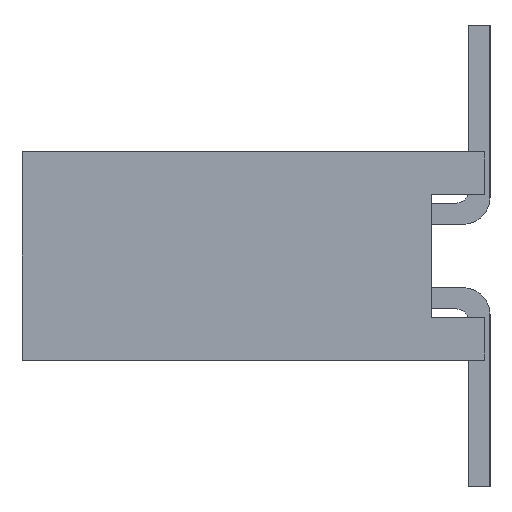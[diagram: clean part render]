
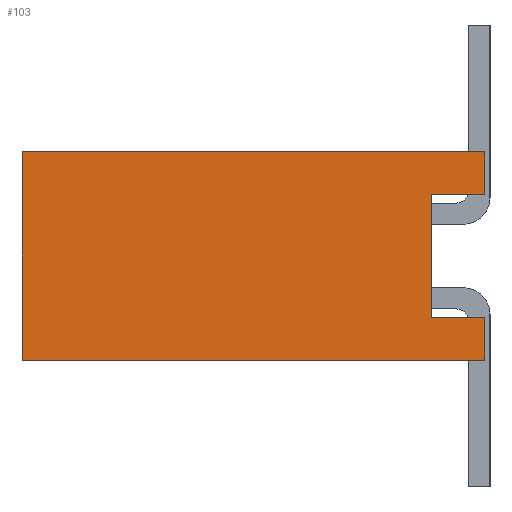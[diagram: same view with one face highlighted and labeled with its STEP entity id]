
A CAD part, left-side view. The second image highlights one B-rep face of the part: STEP entity #103.
In plain terms, the highlighted planar face has unit normal (-1, 0, 0).
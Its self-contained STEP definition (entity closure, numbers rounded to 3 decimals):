
#103 = ADVANCED_FACE ( 'NONE', ( #1681 ), #3660, .F. ) ;
#173 = CARTESIAN_POINT ( 'NONE',  ( -10.274, 0.508, 0.593 ) ) ;
#217 = VECTOR ( 'NONE', #2182, 1000. ) ;
#220 = AXIS2_PLACEMENT_3D ( 'NONE', #5012, #4415, #4990 ) ;
#221 = ORIENTED_EDGE ( 'NONE', *, *, #1667, .T. ) ;
#854 = VERTEX_POINT ( 'NONE', #3332 ) ;
#891 = VECTOR ( 'NONE', #3579, 1000. ) ;
#1200 = CARTESIAN_POINT ( 'NONE',  ( -10.274, 0.508, -0.593 ) ) ;
#1397 = VERTEX_POINT ( 'NONE', #1200 ) ;
#1415 = LINE ( 'NONE', #1668, #6715 ) ;
#1442 = VERTEX_POINT ( 'NONE', #8108 ) ;
#1549 = CARTESIAN_POINT ( 'NONE',  ( -10.274, 0.508, 0.593 ) ) ;
#1657 = VECTOR ( 'NONE', #7466, 1000. ) ;
#1667 = EDGE_CURVE ( 'NONE', #4557, #7117, #5454, .T. ) ;
#1668 = CARTESIAN_POINT ( 'NONE',  ( -10.274, 0., -0.593 ) ) ;
#1677 = DIRECTION ( 'NONE',  ( 0., 0., 1. ) ) ;
#1681 = FACE_OUTER_BOUND ( 'NONE', #3201, .T. ) ;
#1738 = VECTOR ( 'NONE', #1677, 1000. ) ;
#2120 = DIRECTION ( 'NONE',  ( 0., -1., 0. ) ) ;
#2182 = DIRECTION ( 'NONE',  ( 0., -1., 0. ) ) ;
#2461 = EDGE_CURVE ( 'NONE', #4077, #7090, #4468, .T. ) ;
#2817 = CARTESIAN_POINT ( 'NONE',  ( -10.274, 4.445, -0.999 ) ) ;
#2829 = CARTESIAN_POINT ( 'NONE',  ( -10.274, 0.508, -0.593 ) ) ;
#2871 = LINE ( 'NONE', #7611, #5165 ) ;
#2957 = DIRECTION ( 'NONE',  ( 0., 1., 0. ) ) ;
#3168 = ORIENTED_EDGE ( 'NONE', *, *, #2461, .T. ) ;
#3201 = EDGE_LOOP ( 'NONE', ( #4427, #221, #8513, #8723, #4728, #3168, #5492, #8702 ) ) ;
#3332 = CARTESIAN_POINT ( 'NONE',  ( -10.274, 4.445, -0.999 ) ) ;
#3352 = CARTESIAN_POINT ( 'NONE',  ( -10.274, 0., -0.999 ) ) ;
#3510 = EDGE_CURVE ( 'NONE', #7090, #1397, #1415, .T. ) ;
#3546 = CARTESIAN_POINT ( 'NONE',  ( -10.274, 4.445, 0.999 ) ) ;
#3579 = DIRECTION ( 'NONE',  ( 0., 0., 1. ) ) ;
#3660 = PLANE ( 'NONE',  #220 ) ;
#3905 = LINE ( 'NONE', #3546, #217 ) ;
#4004 = CARTESIAN_POINT ( 'NONE',  ( -10.274, 0., 0.593 ) ) ;
#4077 = VERTEX_POINT ( 'NONE', #7605 ) ;
#4415 = DIRECTION ( 'NONE',  ( 1., 0., 0. ) ) ;
#4427 = ORIENTED_EDGE ( 'NONE', *, *, #4993, .T. ) ;
#4468 = LINE ( 'NONE', #5135, #1738 ) ;
#4557 = VERTEX_POINT ( 'NONE', #4004 ) ;
#4728 = ORIENTED_EDGE ( 'NONE', *, *, #6316, .T. ) ;
#4761 = EDGE_CURVE ( 'NONE', #1397, #6269, #6932, .T. ) ;
#4850 = EDGE_CURVE ( 'NONE', #1442, #7117, #3905, .T. ) ;
#4990 = DIRECTION ( 'NONE',  ( 0., 0., -1. ) ) ;
#4993 = EDGE_CURVE ( 'NONE', #6269, #4557, #7356, .T. ) ;
#5012 = CARTESIAN_POINT ( 'NONE',  ( -10.274, 4.445, -0.999 ) ) ;
#5135 = CARTESIAN_POINT ( 'NONE',  ( -10.274, 0., -0.999 ) ) ;
#5165 = VECTOR ( 'NONE', #5474, 1000. ) ;
#5454 = LINE ( 'NONE', #3352, #1657 ) ;
#5474 = DIRECTION ( 'NONE',  ( 0., -1., 0. ) ) ;
#5492 = ORIENTED_EDGE ( 'NONE', *, *, #3510, .T. ) ;
#5642 = DIRECTION ( 'NONE',  ( 0., 0., 1. ) ) ;
#6069 = CARTESIAN_POINT ( 'NONE',  ( -10.274, 0., 0.999 ) ) ;
#6269 = VERTEX_POINT ( 'NONE', #1549 ) ;
#6316 = EDGE_CURVE ( 'NONE', #854, #4077, #2871, .T. ) ;
#6398 = VECTOR ( 'NONE', #2120, 1000. ) ;
#6715 = VECTOR ( 'NONE', #2957, 1000. ) ;
#6728 = EDGE_CURVE ( 'NONE', #854, #1442, #7207, .T. ) ;
#6932 = LINE ( 'NONE', #2829, #891 ) ;
#7090 = VERTEX_POINT ( 'NONE', #8140 ) ;
#7117 = VERTEX_POINT ( 'NONE', #6069 ) ;
#7207 = LINE ( 'NONE', #2817, #8490 ) ;
#7356 = LINE ( 'NONE', #173, #6398 ) ;
#7466 = DIRECTION ( 'NONE',  ( 0., 0., 1. ) ) ;
#7605 = CARTESIAN_POINT ( 'NONE',  ( -10.274, 0., -0.999 ) ) ;
#7611 = CARTESIAN_POINT ( 'NONE',  ( -10.274, 4.445, -0.999 ) ) ;
#8108 = CARTESIAN_POINT ( 'NONE',  ( -10.274, 4.445, 0.999 ) ) ;
#8140 = CARTESIAN_POINT ( 'NONE',  ( -10.274, 0., -0.593 ) ) ;
#8490 = VECTOR ( 'NONE', #5642, 1000. ) ;
#8513 = ORIENTED_EDGE ( 'NONE', *, *, #4850, .F. ) ;
#8702 = ORIENTED_EDGE ( 'NONE', *, *, #4761, .T. ) ;
#8723 = ORIENTED_EDGE ( 'NONE', *, *, #6728, .F. ) ;
